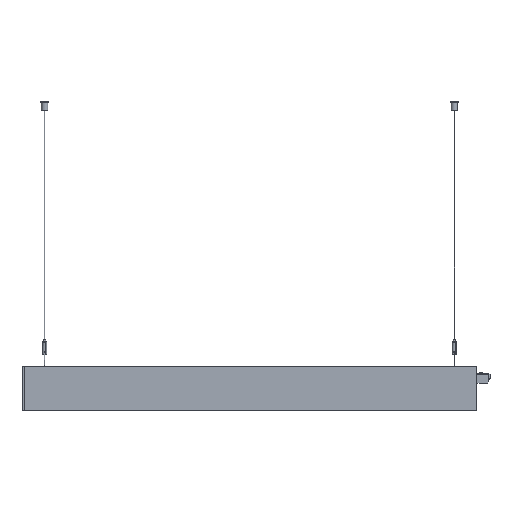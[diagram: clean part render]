
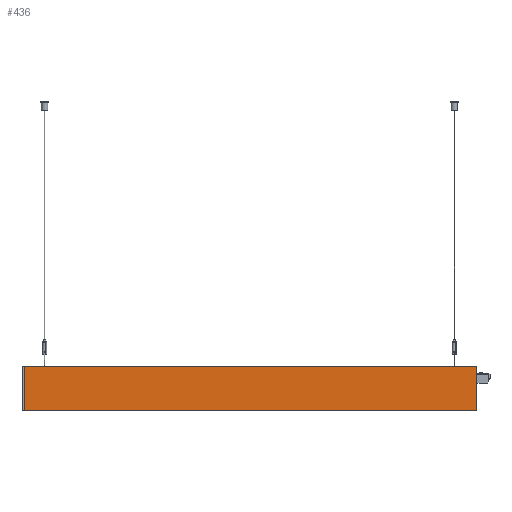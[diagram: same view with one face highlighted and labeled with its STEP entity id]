
A CAD part, front view. The second image highlights one B-rep face of the part: STEP entity #436.
In plain terms, the highlighted planar face has unit normal (0, -1, 0).
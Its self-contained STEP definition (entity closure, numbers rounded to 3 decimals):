
#232=PLANE('',#6741);
#436=ADVANCED_FACE('',(#913),#232,.F.);
#913=FACE_OUTER_BOUND('',#1236,.T.);
#1236=EDGE_LOOP('',(#2003,#2004,#2005,#2006,#2007));
#2003=ORIENTED_EDGE('',*,*,#4576,.F.);
#2004=ORIENTED_EDGE('',*,*,#4577,.F.);
#2005=ORIENTED_EDGE('',*,*,#4578,.T.);
#2006=ORIENTED_EDGE('',*,*,#4579,.T.);
#2007=ORIENTED_EDGE('',*,*,#4580,.T.);
#3933=VERTEX_POINT('',#9451);
#3934=VERTEX_POINT('',#9452);
#3935=VERTEX_POINT('',#9454);
#3936=VERTEX_POINT('',#9456);
#3937=VERTEX_POINT('',#9458);
#4576=EDGE_CURVE('',#3933,#3934,#5535,.T.);
#4577=EDGE_CURVE('',#3935,#3933,#5536,.T.);
#4578=EDGE_CURVE('',#3935,#3936,#5537,.T.);
#4579=EDGE_CURVE('',#3936,#3937,#5538,.T.);
#4580=EDGE_CURVE('',#3937,#3934,#5539,.T.);
#5535=LINE('',#9450,#6150);
#5536=LINE('',#9453,#6151);
#5537=LINE('',#9455,#6152);
#5538=LINE('',#9457,#6153);
#5539=LINE('',#9459,#6154);
#6150=VECTOR('',#7469,1.);
#6151=VECTOR('',#7470,1.);
#6152=VECTOR('',#7471,1.);
#6153=VECTOR('',#7472,1.);
#6154=VECTOR('',#7473,1.);
#6741=AXIS2_PLACEMENT_3D('',#9460,#7474,#7475);
#7469=DIRECTION('',(-1.,0.,0.));
#7470=DIRECTION('',(0.,0.,-1.));
#7471=DIRECTION('',(-1.,0.,0.));
#7472=DIRECTION('',(0.,0.,-1.));
#7473=DIRECTION('',(0.,0.,-1.));
#7474=DIRECTION('',(0.,1.,0.));
#7475=DIRECTION('',(0.,0.,1.));
#9450=CARTESIAN_POINT('',(290.,-30.,-109.966));
#9451=CARTESIAN_POINT('',(564.,-30.,-109.966));
#9452=CARTESIAN_POINT('',(-558.,-30.,-109.966));
#9453=CARTESIAN_POINT('',(564.,-30.,-0.266));
#9454=CARTESIAN_POINT('',(564.,-30.,0.034));
#9455=CARTESIAN_POINT('',(290.,-30.,0.034));
#9456=CARTESIAN_POINT('',(-558.,-30.,0.034));
#9457=CARTESIAN_POINT('',(-558.,-30.,-0.266));
#9458=CARTESIAN_POINT('',(-558.,-30.,0.));
#9459=CARTESIAN_POINT('',(-558.,-30.,-0.266));
#9460=CARTESIAN_POINT('',(284.,-30.,-0.266));
